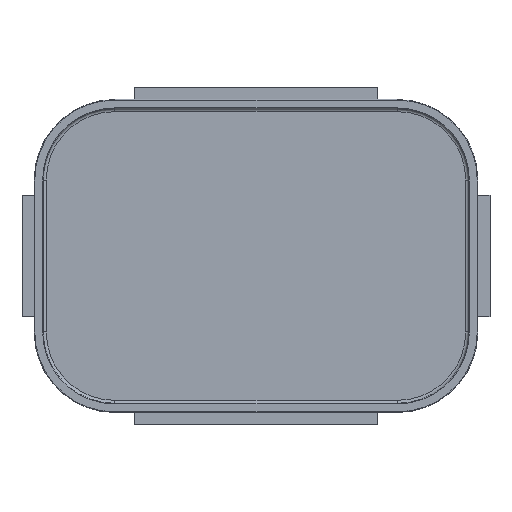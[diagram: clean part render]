
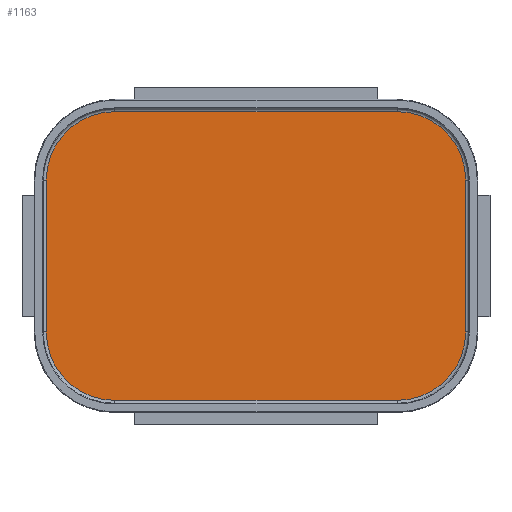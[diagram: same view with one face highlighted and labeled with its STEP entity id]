
A CAD part, top view. The second image highlights one B-rep face of the part: STEP entity #1163.
In plain terms, the highlighted planar face has unit normal (0, 0, 1).
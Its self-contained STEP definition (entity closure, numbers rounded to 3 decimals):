
#29=PLANE('',#1289);
#75=LINE('',#1885,#167);
#76=LINE('',#1896,#168);
#78=LINE('',#1908,#170);
#80=LINE('',#1920,#172);
#167=VECTOR('',#1480,10.);
#168=VECTOR('',#1493,10.);
#170=VECTOR('',#1507,10.);
#172=VECTOR('',#1521,10.);
#292=FACE_OUTER_BOUND('',#369,.T.);
#369=EDGE_LOOP('',(#890,#891,#892,#893,#894,#895,#896,#897));
#443=CIRCLE('',#1264,22.5);
#447=CIRCLE('',#1270,22.5);
#451=CIRCLE('',#1276,22.5);
#454=CIRCLE('',#1281,22.5);
#531=VERTEX_POINT('',#1878);
#534=VERTEX_POINT('',#1883);
#536=VERTEX_POINT('',#1888);
#538=VERTEX_POINT('',#1894);
#540=VERTEX_POINT('',#1900);
#542=VERTEX_POINT('',#1906);
#544=VERTEX_POINT('',#1912);
#546=VERTEX_POINT('',#1918);
#650=EDGE_CURVE('',#534,#531,#75,.T.);
#652=EDGE_CURVE('',#536,#534,#443,.T.);
#655=EDGE_CURVE('',#538,#536,#76,.T.);
#658=EDGE_CURVE('',#540,#538,#447,.T.);
#661=EDGE_CURVE('',#542,#540,#78,.T.);
#664=EDGE_CURVE('',#544,#542,#451,.T.);
#667=EDGE_CURVE('',#546,#544,#80,.T.);
#669=EDGE_CURVE('',#531,#546,#454,.T.);
#890=ORIENTED_EDGE('',*,*,#650,.F.);
#891=ORIENTED_EDGE('',*,*,#652,.F.);
#892=ORIENTED_EDGE('',*,*,#655,.F.);
#893=ORIENTED_EDGE('',*,*,#658,.F.);
#894=ORIENTED_EDGE('',*,*,#661,.F.);
#895=ORIENTED_EDGE('',*,*,#664,.F.);
#896=ORIENTED_EDGE('',*,*,#667,.F.);
#897=ORIENTED_EDGE('',*,*,#669,.F.);
#1163=ADVANCED_FACE('',(#292),#29,.T.);
#1264=AXIS2_PLACEMENT_3D('',#1890,#1485,#1486);
#1270=AXIS2_PLACEMENT_3D('',#1902,#1499,#1500);
#1276=AXIS2_PLACEMENT_3D('',#1914,#1513,#1514);
#1281=AXIS2_PLACEMENT_3D('',#1923,#1525,#1526);
#1289=AXIS2_PLACEMENT_3D('',#1943,#1548,#1549);
#1480=DIRECTION('',(0.,-1.,0.));
#1485=DIRECTION('center_axis',(0.,0.,-1.));
#1486=DIRECTION('ref_axis',(0.707,0.707,0.));
#1493=DIRECTION('',(1.,0.,0.));
#1499=DIRECTION('center_axis',(0.,0.,-1.));
#1500=DIRECTION('ref_axis',(-0.707,0.707,0.));
#1507=DIRECTION('',(0.,1.,0.));
#1513=DIRECTION('center_axis',(0.,0.,-1.));
#1514=DIRECTION('ref_axis',(-0.707,-0.707,0.));
#1521=DIRECTION('',(-1.,0.,0.));
#1525=DIRECTION('center_axis',(0.,0.,-1.));
#1526=DIRECTION('ref_axis',(0.707,-0.707,0.));
#1548=DIRECTION('center_axis',(0.,0.,1.));
#1549=DIRECTION('ref_axis',(1.,0.,0.));
#1878=CARTESIAN_POINT('',(69.,-25.,1.5));
#1883=CARTESIAN_POINT('',(69.,25.,1.5));
#1885=CARTESIAN_POINT('',(69.,-25.,1.5));
#1888=CARTESIAN_POINT('',(46.5,47.5,1.5));
#1890=CARTESIAN_POINT('Origin',(46.5,25.,1.5));
#1894=CARTESIAN_POINT('',(-46.5,47.5,1.5));
#1896=CARTESIAN_POINT('',(35.75,47.5,1.5));
#1900=CARTESIAN_POINT('',(-69.,25.,1.5));
#1902=CARTESIAN_POINT('Origin',(-46.5,25.,1.5));
#1906=CARTESIAN_POINT('',(-69.,-25.,1.5));
#1908=CARTESIAN_POINT('',(-69.,25.,1.5));
#1912=CARTESIAN_POINT('',(-46.5,-47.5,1.5));
#1914=CARTESIAN_POINT('Origin',(-46.5,-25.,1.5));
#1918=CARTESIAN_POINT('',(46.5,-47.5,1.5));
#1920=CARTESIAN_POINT('',(-35.75,-47.5,1.5));
#1923=CARTESIAN_POINT('Origin',(46.5,-25.,1.5));
#1943=CARTESIAN_POINT('Origin',(0.,0.,
1.5));
